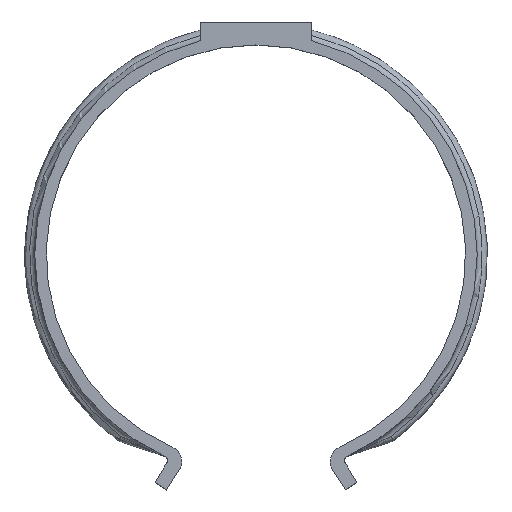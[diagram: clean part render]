
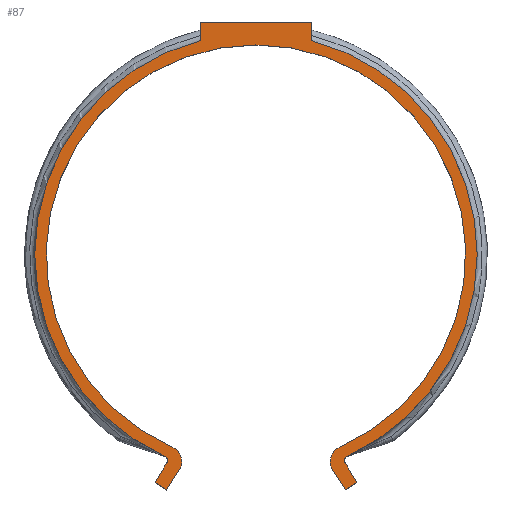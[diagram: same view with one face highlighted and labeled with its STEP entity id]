
A CAD part, top view. The second image highlights one B-rep face of the part: STEP entity #87.
In plain terms, the highlighted planar face has unit normal (0, 0, 1).
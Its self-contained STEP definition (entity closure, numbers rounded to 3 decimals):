
#87=ADVANCED_FACE('',(#165),#166,.T.);
#165=FACE_OUTER_BOUND('',#5387,.T.);
#166=PLANE('',#5388);
#5387=EDGE_LOOP('',(#5666,#5667,#5668,#5669,#5670,#5671,#5672,#5673,#5674,#5675,#5676,#5677,#5678,#5679,#5680,#5681));
#5388=AXIS2_PLACEMENT_3D('',#5682,#5683,#5684);
#5666=ORIENTED_EDGE('',*,*,#5789,.F.);
#5667=ORIENTED_EDGE('',*,*,#5758,.T.);
#5668=ORIENTED_EDGE('',*,*,#5762,.T.);
#5669=ORIENTED_EDGE('',*,*,#5765,.T.);
#5670=ORIENTED_EDGE('',*,*,#5768,.T.);
#5671=ORIENTED_EDGE('',*,*,#5771,.F.);
#5672=ORIENTED_EDGE('',*,*,#5774,.T.);
#5673=ORIENTED_EDGE('',*,*,#5777,.T.);
#5674=ORIENTED_EDGE('',*,*,#5780,.T.);
#5675=ORIENTED_EDGE('',*,*,#5783,.T.);
#5676=ORIENTED_EDGE('',*,*,#5785,.F.);
#5677=ORIENTED_EDGE('',*,*,#5725,.T.);
#5678=ORIENTED_EDGE('',*,*,#5748,.T.);
#5679=ORIENTED_EDGE('',*,*,#5787,.F.);
#5680=ORIENTED_EDGE('',*,*,#5751,.F.);
#5681=ORIENTED_EDGE('',*,*,#5743,.T.);
#5682=CARTESIAN_POINT('',(90.0,89.446,0.0));
#5683=DIRECTION('',(0.0,0.0,1.0));
#5684=DIRECTION('',(1.0,0.0,0.0));
#5725=EDGE_CURVE('',#5862,#5860,#5863,.T.);
#5743=EDGE_CURVE('',#5888,#5886,#5889,.T.);
#5748=EDGE_CURVE('',#5860,#5895,#5897,.T.);
#5751=EDGE_CURVE('',#5888,#5901,#5902,.T.);
#5758=EDGE_CURVE('',#5915,#5913,#5916,.T.);
#5762=EDGE_CURVE('',#5913,#5920,#5922,.T.);
#5765=EDGE_CURVE('',#5920,#5925,#5927,.T.);
#5768=EDGE_CURVE('',#5925,#5930,#5932,.T.);
#5771=EDGE_CURVE('',#5935,#5930,#5937,.T.);
#5774=EDGE_CURVE('',#5935,#5940,#5942,.T.);
#5777=EDGE_CURVE('',#5940,#5945,#5947,.T.);
#5780=EDGE_CURVE('',#5945,#5950,#5952,.T.);
#5783=EDGE_CURVE('',#5950,#5955,#5957,.T.);
#5785=EDGE_CURVE('',#5862,#5955,#5959,.T.);
#5787=EDGE_CURVE('',#5901,#5895,#5961,.T.);
#5789=EDGE_CURVE('',#5915,#5886,#5963,.T.);
#5860=VERTEX_POINT('',#6907);
#5862=VERTEX_POINT('',#6910);
#5863=CIRCLE('',#6911,67.5);
#5886=VERTEX_POINT('',#7342);
#5888=VERTEX_POINT('',#7345);
#5889=CIRCLE('',#7346,67.5);
#5895=VERTEX_POINT('',#7355);
#5897=LINE('',#7358,#7359);
#5901=VERTEX_POINT('',#7364);
#5902=LINE('',#7365,#7366);
#5913=VERTEX_POINT('',#7445);
#5915=VERTEX_POINT('',#7448);
#5916=LINE('',#7449,#7450);
#5920=VERTEX_POINT('',#7456);
#5922=LINE('',#7459,#7460);
#5925=VERTEX_POINT('',#7464);
#5927=LINE('',#7467,#7468);
#5930=VERTEX_POINT('',#7471);
#5932=CIRCLE('',#7474,5.0);
#5935=VERTEX_POINT('',#7477);
#5937=CIRCLE('',#7480,64.0);
#5940=VERTEX_POINT('',#7483);
#5942=CIRCLE('',#7486,5.0);
#5945=VERTEX_POINT('',#7490);
#5947=LINE('',#7493,#7494);
#5950=VERTEX_POINT('',#7498);
#5952=LINE('',#7501,#7502);
#5955=VERTEX_POINT('',#7506);
#5957=LINE('',#7509,#7510);
#5959=CIRCLE('',#7512,1.5);
#5961=LINE('',#7515,#7516);
#5963=CIRCLE('',#7518,1.5);
#6907=CARTESIAN_POINT('',(107.0,152.524,0.0));
#6910=CARTESIAN_POINT('',(117.485,25.549,0.0));
#6911=AXIS2_PLACEMENT_3D('',#7533,#7534,#7535);
#7342=CARTESIAN_POINT('',(62.515,25.549,0.0));
#7345=CARTESIAN_POINT('',(73.0,152.524,0.0));
#7346=AXIS2_PLACEMENT_3D('',#7548,#7549,#7550);
#7355=CARTESIAN_POINT('',(107.0,158.2,0.0));
#7358=CARTESIAN_POINT('',(107.0,152.524,0.0));
#7359=VECTOR('',#7555,1.0);
#7364=CARTESIAN_POINT('',(73.0,158.2,0.0));
#7365=CARTESIAN_POINT('',(73.0,152.524,0.0));
#7366=VECTOR('',#7560,1.0);
#7445=CARTESIAN_POINT('',(59.207,17.652,0.0));
#7448=CARTESIAN_POINT('',(62.775,23.698,0.0));
#7449=CARTESIAN_POINT('',(62.775,23.698,0.0));
#7450=VECTOR('',#7568,1.0);
#7456=CARTESIAN_POINT('',(62.668,15.421,0.0));
#7459=CARTESIAN_POINT('',(59.207,17.652,0.0));
#7460=VECTOR('',#7572,1.0);
#7464=CARTESIAN_POINT('',(66.499,21.276,0.0));
#7467=CARTESIAN_POINT('',(62.668,15.421,0.0));
#7468=VECTOR('',#7575,1.0);
#7471=CARTESIAN_POINT('',(64.655,28.432,0.0));
#7474=AXIS2_PLACEMENT_3D('',#7580,#7581,#7582);
#7477=CARTESIAN_POINT('',(115.345,28.432,0.0));
#7480=AXIS2_PLACEMENT_3D('',#7587,#7588,#7589);
#7483=CARTESIAN_POINT('',(113.501,21.276,0.0));
#7486=AXIS2_PLACEMENT_3D('',#7594,#7595,#7596);
#7490=CARTESIAN_POINT('',(117.332,15.421,0.0));
#7493=CARTESIAN_POINT('',(113.501,21.276,0.0));
#7494=VECTOR('',#7599,1.0);
#7498=CARTESIAN_POINT('',(120.793,17.652,0.0));
#7501=CARTESIAN_POINT('',(117.332,15.421,0.0));
#7502=VECTOR('',#7602,1.0);
#7506=CARTESIAN_POINT('',(117.225,23.698,0.0));
#7509=CARTESIAN_POINT('',(120.793,17.652,0.0));
#7510=VECTOR('',#7605,1.0);
#7512=AXIS2_PLACEMENT_3D('',#7609,#7610,#7611);
#7515=CARTESIAN_POINT('',(73.0,158.2,0.0));
#7516=VECTOR('',#7613,1.0);
#7518=AXIS2_PLACEMENT_3D('',#7617,#7618,#7619);
#7533=CARTESIAN_POINT('',(90.0,87.2,0.0));
#7534=DIRECTION('',(0.0,0.0,1.0));
#7535=DIRECTION('',(1.0,0.0,0.0));
#7548=CARTESIAN_POINT('',(90.0,87.2,0.0));
#7549=DIRECTION('',(0.0,0.0,1.0));
#7550=DIRECTION('',(1.0,0.0,0.0));
#7555=DIRECTION('',(0.0,1.0,0.0));
#7560=DIRECTION('',(0.0,1.0,0.0));
#7568=DIRECTION('',(-0.508,-0.861,0.0));
#7572=DIRECTION('',(0.841,-0.542,0.0));
#7575=DIRECTION('',(0.548,0.837,0.0));
#7580=CARTESIAN_POINT('',(62.316,24.014,0.0));
#7581=DIRECTION('',(0.0,0.0,1.0));
#7582=DIRECTION('',(1.0,0.0,0.0));
#7587=CARTESIAN_POINT('',(90.0,87.2,0.0));
#7588=DIRECTION('',(0.0,0.0,1.0));
#7589=DIRECTION('',(1.0,0.0,0.0));
#7594=CARTESIAN_POINT('',(117.684,24.014,0.0));
#7595=DIRECTION('',(0.0,0.0,1.0));
#7596=DIRECTION('',(1.0,0.0,0.0));
#7599=DIRECTION('',(0.548,-0.837,0.0));
#7602=DIRECTION('',(0.841,0.542,0.0));
#7605=DIRECTION('',(-0.508,0.861,0.0));
#7609=CARTESIAN_POINT('',(118.517,24.46,0.0));
#7610=DIRECTION('',(0.0,0.0,1.0));
#7611=DIRECTION('',(1.0,0.0,0.0));
#7613=DIRECTION('',(1.0,0.0,0.0));
#7617=CARTESIAN_POINT('',(61.483,24.46,0.0));
#7618=DIRECTION('',(0.0,0.0,1.0));
#7619=DIRECTION('',(1.0,0.0,0.0));
